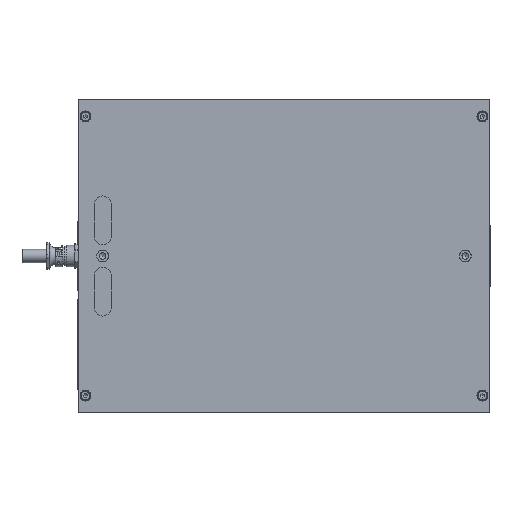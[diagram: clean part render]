
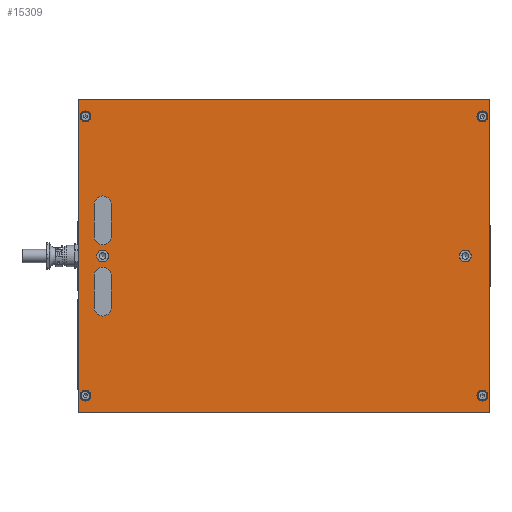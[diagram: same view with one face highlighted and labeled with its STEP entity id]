
A CAD part, top view. The second image highlights one B-rep face of the part: STEP entity #15309.
In plain terms, the highlighted planar face has unit normal (0, 0, 1).
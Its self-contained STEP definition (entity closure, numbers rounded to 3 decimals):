
#1883=LINE('',#25276,#3320);
#1884=LINE('',#25279,#3321);
#1887=LINE('',#25294,#3324);
#1888=LINE('',#25297,#3325);
#1919=LINE('',#25414,#3356);
#1923=LINE('',#25420,#3360);
#1925=LINE('',#25424,#3362);
#1928=LINE('',#25428,#3365);
#3320=VECTOR('',#18479,10.);
#3321=VECTOR('',#18482,10.);
#3324=VECTOR('',#18495,10.);
#3325=VECTOR('',#18498,10.);
#3356=VECTOR('',#18599,10.);
#3360=VECTOR('',#18605,10.);
#3362=VECTOR('',#18609,10.);
#3365=VECTOR('',#18614,10.);
#3970=PLANE('',#16026);
#4167=FACE_BOUND('',#5883,.T.);
#4168=FACE_BOUND('',#5884,.T.);
#4169=FACE_BOUND('',#5885,.T.);
#4170=FACE_BOUND('',#5886,.T.);
#4171=FACE_BOUND('',#5887,.T.);
#4172=FACE_BOUND('',#5888,.T.);
#4173=FACE_BOUND('',#5889,.T.);
#4174=FACE_BOUND('',#5890,.T.);
#4965=FACE_OUTER_BOUND('',#5882,.T.);
#5882=EDGE_LOOP('',(#13125,#13126,#13127,#13128));
#5883=EDGE_LOOP('',(#13129));
#5884=EDGE_LOOP('',(#13130));
#5885=EDGE_LOOP('',(#13131));
#5886=EDGE_LOOP('',(#13132));
#5887=EDGE_LOOP('',(#13133,#13134,#13135,#13136));
#5888=EDGE_LOOP('',(#13137,#13138,#13139,#13140));
#5889=EDGE_LOOP('',(#13141));
#5890=EDGE_LOOP('',(#13142));
#6163=CIRCLE('',#15980,8.75);
#6164=CIRCLE('',#15981,8.75);
#6167=CIRCLE('',#15986,8.75);
#6168=CIRCLE('',#15987,8.75);
#6173=CIRCLE('',#15994,5.5);
#6176=CIRCLE('',#15999,5.5);
#6179=CIRCLE('',#16004,5.5);
#6182=CIRCLE('',#16009,5.5);
#6186=CIRCLE('',#16019,6.05);
#6187=CIRCLE('',#16021,6.05);
#7402=VERTEX_POINT('',#25272);
#7403=VERTEX_POINT('',#25273);
#7404=VERTEX_POINT('',#25275);
#7405=VERTEX_POINT('',#25277);
#7410=VERTEX_POINT('',#25290);
#7411=VERTEX_POINT('',#25291);
#7412=VERTEX_POINT('',#25293);
#7413=VERTEX_POINT('',#25295);
#7448=VERTEX_POINT('',#25368);
#7451=VERTEX_POINT('',#25376);
#7454=VERTEX_POINT('',#25384);
#7457=VERTEX_POINT('',#25392);
#7461=VERTEX_POINT('',#25406);
#7462=VERTEX_POINT('',#25409);
#7463=VERTEX_POINT('',#25412);
#7464=VERTEX_POINT('',#25413);
#7465=VERTEX_POINT('',#25419);
#7466=VERTEX_POINT('',#25423);
#9333=EDGE_CURVE('',#7402,#7403,#6163,.T.);
#9334=EDGE_CURVE('',#7404,#7402,#1883,.T.);
#9335=EDGE_CURVE('',#7405,#7404,#6164,.T.);
#9336=EDGE_CURVE('',#7403,#7405,#1884,.T.);
#9341=EDGE_CURVE('',#7410,#7411,#6167,.T.);
#9342=EDGE_CURVE('',#7412,#7410,#1887,.T.);
#9343=EDGE_CURVE('',#7413,#7412,#6168,.T.);
#9344=EDGE_CURVE('',#7411,#7413,#1888,.T.);
#9379=EDGE_CURVE('',#7448,#7448,#6173,.T.);
#9382=EDGE_CURVE('',#7451,#7451,#6176,.T.);
#9385=EDGE_CURVE('',#7454,#7454,#6179,.T.);
#9388=EDGE_CURVE('',#7457,#7457,#6182,.T.);
#9392=EDGE_CURVE('',#7461,#7461,#6186,.T.);
#9393=EDGE_CURVE('',#7462,#7462,#6187,.T.);
#9394=EDGE_CURVE('',#7463,#7464,#1919,.T.);
#9398=EDGE_CURVE('',#7464,#7465,#1923,.T.);
#9400=EDGE_CURVE('',#7465,#7466,#1925,.T.);
#9403=EDGE_CURVE('',#7466,#7463,#1928,.T.);
#13125=ORIENTED_EDGE('',*,*,#9394,.F.);
#13126=ORIENTED_EDGE('',*,*,#9403,.F.);
#13127=ORIENTED_EDGE('',*,*,#9400,.F.);
#13128=ORIENTED_EDGE('',*,*,#9398,.F.);
#13129=ORIENTED_EDGE('',*,*,#9379,.T.);
#13130=ORIENTED_EDGE('',*,*,#9382,.T.);
#13131=ORIENTED_EDGE('',*,*,#9385,.T.);
#13132=ORIENTED_EDGE('',*,*,#9388,.T.);
#13133=ORIENTED_EDGE('',*,*,#9333,.T.);
#13134=ORIENTED_EDGE('',*,*,#9336,.T.);
#13135=ORIENTED_EDGE('',*,*,#9335,.T.);
#13136=ORIENTED_EDGE('',*,*,#9334,.T.);
#13137=ORIENTED_EDGE('',*,*,#9341,.T.);
#13138=ORIENTED_EDGE('',*,*,#9344,.T.);
#13139=ORIENTED_EDGE('',*,*,#9343,.T.);
#13140=ORIENTED_EDGE('',*,*,#9342,.T.);
#13141=ORIENTED_EDGE('',*,*,#9392,.T.);
#13142=ORIENTED_EDGE('',*,*,#9393,.T.);
#15309=ADVANCED_FACE('',(#4965,#4167,#4168,#4169,#4170,#4171,#4172,#4173,
#4174),#3970,.T.);
#15980=AXIS2_PLACEMENT_3D('',#25274,#18477,#18478);
#15981=AXIS2_PLACEMENT_3D('',#25278,#18480,#18481);
#15986=AXIS2_PLACEMENT_3D('',#25292,#18493,#18494);
#15987=AXIS2_PLACEMENT_3D('',#25296,#18496,#18497);
#15994=AXIS2_PLACEMENT_3D('',#25369,#18541,#18542);
#15999=AXIS2_PLACEMENT_3D('',#25377,#18551,#18552);
#16004=AXIS2_PLACEMENT_3D('',#25385,#18561,#18562);
#16009=AXIS2_PLACEMENT_3D('',#25393,#18571,#18572);
#16019=AXIS2_PLACEMENT_3D('',#25407,#18591,#18592);
#16021=AXIS2_PLACEMENT_3D('',#25410,#18595,#18596);
#16026=AXIS2_PLACEMENT_3D('',#25429,#18615,#18616);
#18477=DIRECTION('center_axis',(0.,0.,
-1.));
#18478=DIRECTION('ref_axis',(1.,0.,0.));
#18479=DIRECTION('',(0.,-1.,0.));
#18480=DIRECTION('center_axis',(0.,0.,
-1.));
#18481=DIRECTION('ref_axis',(-1.,0.,0.));
#18482=DIRECTION('',(0.,1.,0.));
#18493=DIRECTION('center_axis',(0.,0.,
-1.));
#18494=DIRECTION('ref_axis',(-1.,0.,0.));
#18495=DIRECTION('',(0.,-1.,0.));
#18496=DIRECTION('center_axis',(0.,0.,
-1.));
#18497=DIRECTION('ref_axis',(1.,0.,0.));
#18498=DIRECTION('',(0.,1.,0.));
#18541=DIRECTION('center_axis',(0.,0.,
-1.));
#18542=DIRECTION('ref_axis',(1.,0.,0.));
#18551=DIRECTION('center_axis',(0.,0.,
-1.));
#18552=DIRECTION('ref_axis',(1.,0.,0.));
#18561=DIRECTION('center_axis',(0.,0.,
-1.));
#18562=DIRECTION('ref_axis',(1.,0.,0.));
#18571=DIRECTION('center_axis',(0.,0.,
-1.));
#18572=DIRECTION('ref_axis',(1.,0.,0.));
#18591=DIRECTION('center_axis',(0.,0.,
-1.));
#18592=DIRECTION('ref_axis',(1.,0.,0.));
#18595=DIRECTION('center_axis',(0.,0.,
-1.));
#18596=DIRECTION('ref_axis',(1.,0.,0.));
#18599=DIRECTION('',(0.,-1.,0.));
#18605=DIRECTION('',(-1.,0.,0.));
#18609=DIRECTION('',(0.,1.,0.));
#18614=DIRECTION('',(1.,0.,0.));
#18615=DIRECTION('center_axis',(0.,0.,
1.));
#18616=DIRECTION('ref_axis',(1.,0.,0.));
#25272=CARTESIAN_POINT('',(-176.25,-52.5,138.));
#25273=CARTESIAN_POINT('',(-193.75,-52.5,138.));
#25274=CARTESIAN_POINT('Origin',(-185.,-52.5,138.));
#25275=CARTESIAN_POINT('',(-176.25,-20.,138.));
#25276=CARTESIAN_POINT('',(-176.25,-10.,138.));
#25277=CARTESIAN_POINT('',(-193.75,-20.,138.));
#25278=CARTESIAN_POINT('Origin',(-185.,-20.,138.));
#25279=CARTESIAN_POINT('',(-193.75,-26.25,138.));
#25290=CARTESIAN_POINT('',(-176.25,20.,138.));
#25291=CARTESIAN_POINT('',(-193.75,20.,138.));
#25292=CARTESIAN_POINT('Origin',(-185.,20.,138.));
#25293=CARTESIAN_POINT('',(-176.25,52.5,138.));
#25294=CARTESIAN_POINT('',(-176.25,10.,138.));
#25295=CARTESIAN_POINT('',(-193.75,52.5,138.));
#25296=CARTESIAN_POINT('Origin',(-185.,52.5,138.));
#25297=CARTESIAN_POINT('',(-193.75,26.25,138.));
#25368=CARTESIAN_POINT('',(-197.,142.5,138.));
#25369=CARTESIAN_POINT('Origin',(-202.5,142.5,138.));
#25376=CARTESIAN_POINT('',(-197.,-142.5,138.));
#25377=CARTESIAN_POINT('Origin',(-202.5,-142.5,138.));
#25384=CARTESIAN_POINT('',(208.,-142.5,138.));
#25385=CARTESIAN_POINT('Origin',(202.5,-142.5,138.));
#25392=CARTESIAN_POINT('',(208.,142.5,138.));
#25393=CARTESIAN_POINT('Origin',(202.5,142.5,138.));
#25406=CARTESIAN_POINT('',(-178.95,0.,138.));
#25407=CARTESIAN_POINT('Origin',(-185.,0.,138.));
#25409=CARTESIAN_POINT('',(191.05,0.,138.));
#25410=CARTESIAN_POINT('Origin',(185.,0.,138.));
#25412=CARTESIAN_POINT('',(210.,160.,138.));
#25413=CARTESIAN_POINT('',(210.,-160.,138.));
#25414=CARTESIAN_POINT('',(210.,160.,138.));
#25419=CARTESIAN_POINT('',(-210.,-160.,138.));
#25420=CARTESIAN_POINT('',(210.,-160.,138.));
#25423=CARTESIAN_POINT('',(-210.,160.,138.));
#25424=CARTESIAN_POINT('',(-210.,-160.,138.));
#25428=CARTESIAN_POINT('',(-210.,160.,138.));
#25429=CARTESIAN_POINT('Origin',(0.,0.,
138.));
